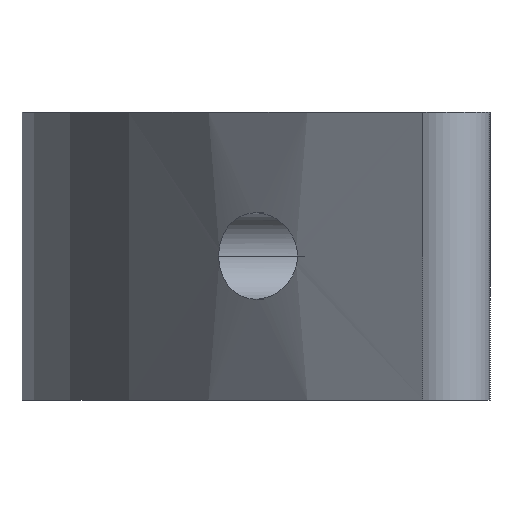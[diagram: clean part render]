
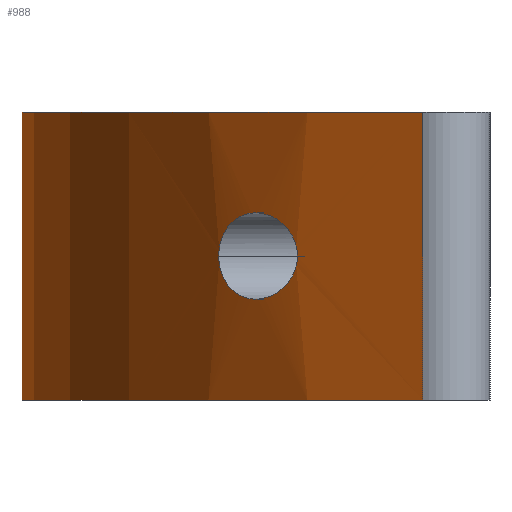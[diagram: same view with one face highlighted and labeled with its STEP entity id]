
A CAD part, left-side view. The second image highlights one B-rep face of the part: STEP entity #988.
In plain terms, the highlighted cylindrical face has radius 62.5 mm (diameter 125 mm), a partial arc.
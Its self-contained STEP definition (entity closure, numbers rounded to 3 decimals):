
#602=CARTESIAN_POINT('Control Point',(45.,43.373,0.)) ;
#603=CARTESIAN_POINT('Control Point',(45.,43.373,-0.356)) ;
#604=CARTESIAN_POINT('Control Point',(44.947,43.428,-0.711)) ;
#605=CARTESIAN_POINT('Control Point',(44.842,43.537,-1.043)) ;
#606=CARTESIAN_POINT('Control Point',(44.572,43.815,-1.616)) ;
#607=CARTESIAN_POINT('Control Point',(44.202,44.188,-2.065)) ;
#608=CARTESIAN_POINT('Control Point',(44.007,44.382,-2.253)) ;
#609=CARTESIAN_POINT('Control Point',(43.537,44.845,-2.618)) ;
#610=CARTESIAN_POINT('Control Point',(43.016,45.344,-2.849)) ;
#611=CARTESIAN_POINT('Control Point',(42.714,45.629,-2.939)) ;
#612=CARTESIAN_POINT('Control Point',(42.075,46.221,-3.043)) ;
#613=CARTESIAN_POINT('Control Point',(41.423,46.805,-2.973)) ;
#614=CARTESIAN_POINT('Control Point',(41.087,47.1,-2.89)) ;
#615=CARTESIAN_POINT('Control Point',(40.567,47.548,-2.677)) ;
#616=CARTESIAN_POINT('Control Point',(40.09,47.949,-2.329)) ;
#617=CARTESIAN_POINT('Control Point',(39.922,48.089,-2.182)) ;
#618=CARTESIAN_POINT('Control Point',(39.519,48.421,-1.754)) ;
#619=CARTESIAN_POINT('Control Point',(39.21,48.671,-1.202)) ;
#620=CARTESIAN_POINT('Control Point',(39.07,48.783,-0.82)) ;
#621=CARTESIAN_POINT('Control Point',(39.,48.839,-0.41)) ;
#622=CARTESIAN_POINT('Control Point',(39.,48.839,0.)) ;
#623=CARTESIAN_POINT('Vertex',(45.,43.373,0.)) ;
#625=CARTESIAN_POINT('Vertex',(39.,48.839,0.)) ;
#655=CARTESIAN_POINT('Control Point',(45.,43.373,0.)) ;
#656=CARTESIAN_POINT('Control Point',(45.,43.373,0.356)) ;
#657=CARTESIAN_POINT('Control Point',(44.947,43.428,0.711)) ;
#658=CARTESIAN_POINT('Control Point',(44.842,43.537,1.043)) ;
#659=CARTESIAN_POINT('Control Point',(44.572,43.815,1.616)) ;
#660=CARTESIAN_POINT('Control Point',(44.202,44.188,2.065)) ;
#661=CARTESIAN_POINT('Control Point',(44.007,44.382,2.253)) ;
#662=CARTESIAN_POINT('Control Point',(43.537,44.845,2.618)) ;
#663=CARTESIAN_POINT('Control Point',(43.016,45.344,2.849)) ;
#664=CARTESIAN_POINT('Control Point',(42.714,45.629,2.939)) ;
#665=CARTESIAN_POINT('Control Point',(42.075,46.221,3.043)) ;
#666=CARTESIAN_POINT('Control Point',(41.423,46.805,2.973)) ;
#667=CARTESIAN_POINT('Control Point',(41.087,47.1,2.89)) ;
#668=CARTESIAN_POINT('Control Point',(40.567,47.548,2.677)) ;
#669=CARTESIAN_POINT('Control Point',(40.09,47.949,2.329)) ;
#670=CARTESIAN_POINT('Control Point',(39.922,48.089,2.182)) ;
#671=CARTESIAN_POINT('Control Point',(39.519,48.421,1.754)) ;
#672=CARTESIAN_POINT('Control Point',(39.21,48.671,1.202)) ;
#673=CARTESIAN_POINT('Control Point',(39.07,48.783,0.82)) ;
#674=CARTESIAN_POINT('Control Point',(39.,48.839,0.41)) ;
#675=CARTESIAN_POINT('Control Point',(39.,48.839,0.)) ;
#695=CARTESIAN_POINT('Control Point',(-45.,43.373,0.)) ;
#696=CARTESIAN_POINT('Control Point',(-45.,43.373,0.356)) ;
#697=CARTESIAN_POINT('Control Point',(-44.947,43.428,0.711)) ;
#698=CARTESIAN_POINT('Control Point',(-44.842,43.537,1.043)) ;
#699=CARTESIAN_POINT('Control Point',(-44.572,43.815,1.616)) ;
#700=CARTESIAN_POINT('Control Point',(-44.202,44.188,2.065)) ;
#701=CARTESIAN_POINT('Control Point',(-44.007,44.382,2.253)) ;
#702=CARTESIAN_POINT('Control Point',(-43.537,44.845,2.618)) ;
#703=CARTESIAN_POINT('Control Point',(-43.016,45.344,2.849)) ;
#704=CARTESIAN_POINT('Control Point',(-42.714,45.629,2.939)) ;
#705=CARTESIAN_POINT('Control Point',(-42.075,46.221,3.043)) ;
#706=CARTESIAN_POINT('Control Point',(-41.423,46.805,2.973)) ;
#707=CARTESIAN_POINT('Control Point',(-41.087,47.1,2.89)) ;
#708=CARTESIAN_POINT('Control Point',(-40.567,47.548,2.677)) ;
#709=CARTESIAN_POINT('Control Point',(-40.09,47.949,2.329)) ;
#710=CARTESIAN_POINT('Control Point',(-39.922,48.089,2.182)) ;
#711=CARTESIAN_POINT('Control Point',(-39.519,48.421,1.754)) ;
#712=CARTESIAN_POINT('Control Point',(-39.21,48.671,1.202)) ;
#713=CARTESIAN_POINT('Control Point',(-39.07,48.783,0.82)) ;
#714=CARTESIAN_POINT('Control Point',(-39.,48.839,0.41)) ;
#715=CARTESIAN_POINT('Control Point',(-39.,48.839,0.)) ;
#716=CARTESIAN_POINT('Vertex',(-45.,43.373,0.)) ;
#718=CARTESIAN_POINT('Vertex',(-39.,48.839,0.)) ;
#748=CARTESIAN_POINT('Control Point',(-45.,43.373,0.)) ;
#749=CARTESIAN_POINT('Control Point',(-45.,43.373,-0.356)) ;
#750=CARTESIAN_POINT('Control Point',(-44.947,43.428,-0.711)) ;
#751=CARTESIAN_POINT('Control Point',(-44.842,43.537,-1.043)) ;
#752=CARTESIAN_POINT('Control Point',(-44.572,43.815,-1.616)) ;
#753=CARTESIAN_POINT('Control Point',(-44.202,44.188,-2.065)) ;
#754=CARTESIAN_POINT('Control Point',(-44.007,44.382,-2.253)) ;
#755=CARTESIAN_POINT('Control Point',(-43.537,44.845,-2.618)) ;
#756=CARTESIAN_POINT('Control Point',(-43.016,45.344,-2.849)) ;
#757=CARTESIAN_POINT('Control Point',(-42.714,45.629,-2.939)) ;
#758=CARTESIAN_POINT('Control Point',(-42.075,46.221,-3.043)) ;
#759=CARTESIAN_POINT('Control Point',(-41.423,46.805,-2.973)) ;
#760=CARTESIAN_POINT('Control Point',(-41.087,47.1,-2.89)) ;
#761=CARTESIAN_POINT('Control Point',(-40.567,47.548,-2.677)) ;
#762=CARTESIAN_POINT('Control Point',(-40.09,47.949,-2.329)) ;
#763=CARTESIAN_POINT('Control Point',(-39.922,48.089,-2.182)) ;
#764=CARTESIAN_POINT('Control Point',(-39.519,48.421,-1.754)) ;
#765=CARTESIAN_POINT('Control Point',(-39.21,48.671,-1.202)) ;
#766=CARTESIAN_POINT('Control Point',(-39.07,48.783,-0.82)) ;
#767=CARTESIAN_POINT('Control Point',(-39.,48.839,-0.41)) ;
#768=CARTESIAN_POINT('Control Point',(-39.,48.839,0.)) ;
#791=CARTESIAN_POINT('Vertex',(52.006,34.664,10.)) ;
#807=CARTESIAN_POINT('Vertex',(52.006,34.664,-10.)) ;
#810=CARTESIAN_POINT('Line Origine',(52.006,34.664,0.)) ;
#950=CARTESIAN_POINT('Axis2P3D Location',(0.,0.,0.)) ;
#955=CARTESIAN_POINT('Axis2P3D Location',(0.,0.,10.)) ;
#959=CARTESIAN_POINT('Vertex',(-52.006,34.664,10.)) ;
#962=CARTESIAN_POINT('Axis2P3D Location',(0.,0.,-10.)) ;
#966=CARTESIAN_POINT('Vertex',(-52.006,34.664,-10.)) ;
#969=CARTESIAN_POINT('Line Origine',(-52.006,34.664,0.)) ;
#811=DIRECTION('Vector Direction',(0.,0.,1.)) ;
#951=DIRECTION('Axis2P3D Direction',(0.,0.,1.)) ;
#952=DIRECTION('Axis2P3D XDirection',(0.877,0.48,0.)) ;
#956=DIRECTION('Axis2P3D Direction',(0.,0.,1.)) ;
#963=DIRECTION('Axis2P3D Direction',(0.,0.,1.)) ;
#970=DIRECTION('Vector Direction',(0.,0.,1.)) ;
#953=AXIS2_PLACEMENT_3D('Cylinder Axis2P3D',#950,#951,#952) ;
#957=AXIS2_PLACEMENT_3D('Circle Axis2P3D',#955,#956,$) ;
#964=AXIS2_PLACEMENT_3D('Circle Axis2P3D',#962,#963,$) ;
#975=ORIENTED_EDGE('',*,*,#961,.F.) ;
#976=ORIENTED_EDGE('',*,*,#814,.F.) ;
#977=ORIENTED_EDGE('',*,*,#968,.T.) ;
#978=ORIENTED_EDGE('',*,*,#973,.T.) ;
#981=ORIENTED_EDGE('',*,*,#627,.F.) ;
#982=ORIENTED_EDGE('',*,*,#676,.T.) ;
#985=ORIENTED_EDGE('',*,*,#720,.F.) ;
#986=ORIENTED_EDGE('',*,*,#769,.T.) ;
#983=FACE_BOUND('',#980,.T.) ;
#987=FACE_BOUND('',#984,.T.) ;
#812=VECTOR('Line Direction',#811,1.) ;
#971=VECTOR('Line Direction',#970,1.) ;
#988=ADVANCED_FACE('Corps principal',(#979,#983,#987),#954,.T.) ;
#601=B_SPLINE_CURVE_WITH_KNOTS('',5,(#602,#603,#604,#605,#606,#607,#608,#609,#610,#611,#612,#613,#614,#615,#616,#617,#618,#619,#620,#621,#622),.UNSPECIFIED.,.F.,.U.,(6,3,3,3,3,3,6),(0.,2.514,4.847,7.833,11.022,12.87,15.77),.UNSPECIFIED.) ;
#654=B_SPLINE_CURVE_WITH_KNOTS('',5,(#655,#656,#657,#658,#659,#660,#661,#662,#663,#664,#665,#666,#667,#668,#669,#670,#671,#672,#673,#674,#675),.UNSPECIFIED.,.F.,.U.,(6,3,3,3,3,3,6),(0.,2.514,4.847,7.833,11.022,12.87,15.77),.UNSPECIFIED.) ;
#694=B_SPLINE_CURVE_WITH_KNOTS('',5,(#695,#696,#697,#698,#699,#700,#701,#702,#703,#704,#705,#706,#707,#708,#709,#710,#711,#712,#713,#714,#715),.UNSPECIFIED.,.F.,.U.,(6,3,3,3,3,3,6),(0.,2.514,4.847,7.833,11.022,12.87,15.77),.UNSPECIFIED.) ;
#747=B_SPLINE_CURVE_WITH_KNOTS('',5,(#748,#749,#750,#751,#752,#753,#754,#755,#756,#757,#758,#759,#760,#761,#762,#763,#764,#765,#766,#767,#768),.UNSPECIFIED.,.F.,.U.,(6,3,3,3,3,3,6),(0.,2.514,4.847,7.833,11.022,12.87,15.77),.UNSPECIFIED.) ;
#958=CIRCLE('generated circle',#957,62.5) ;
#965=CIRCLE('generated circle',#964,62.5) ;
#954=CYLINDRICAL_SURFACE('generated cylinder',#953,62.5) ;
#627=EDGE_CURVE('',#624,#626,#601,.T.) ;
#676=EDGE_CURVE('',#624,#626,#654,.T.) ;
#720=EDGE_CURVE('',#717,#719,#694,.T.) ;
#769=EDGE_CURVE('',#717,#719,#747,.T.) ;
#814=EDGE_CURVE('',#808,#792,#813,.T.) ;
#961=EDGE_CURVE('',#792,#960,#958,.T.) ;
#968=EDGE_CURVE('',#808,#967,#965,.T.) ;
#973=EDGE_CURVE('',#967,#960,#972,.T.) ;
#974=EDGE_LOOP('',(#975,#976,#977,#978)) ;
#980=EDGE_LOOP('',(#981,#982)) ;
#984=EDGE_LOOP('',(#985,#986)) ;
#979=FACE_OUTER_BOUND('',#974,.T.) ;
#813=LINE('Line',#810,#812) ;
#972=LINE('Line',#969,#971) ;
#624=VERTEX_POINT('',#623) ;
#626=VERTEX_POINT('',#625) ;
#717=VERTEX_POINT('',#716) ;
#719=VERTEX_POINT('',#718) ;
#792=VERTEX_POINT('',#791) ;
#808=VERTEX_POINT('',#807) ;
#960=VERTEX_POINT('',#959) ;
#967=VERTEX_POINT('',#966) ;
